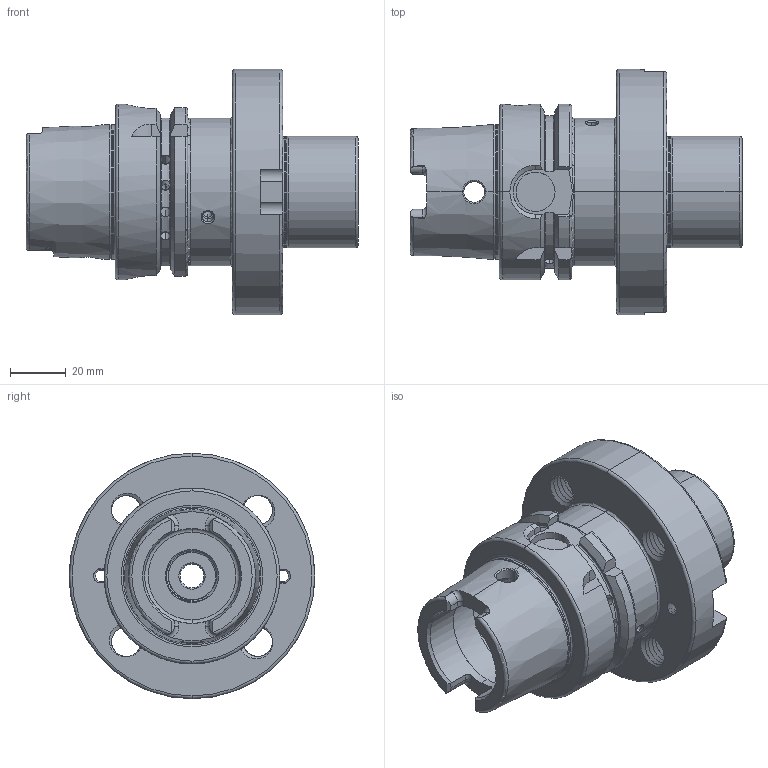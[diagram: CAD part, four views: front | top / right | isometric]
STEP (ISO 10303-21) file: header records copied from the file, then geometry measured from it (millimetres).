
FILE_DESCRIPTION (( 'STEP AP203' ), '1' );
FILE_NAME ('A63.11.40.STEP', '2016-10-18T05:31:33', ( '' ), ( '' ), 'SwSTEP 2.0', 'SolidWorks 2012', '' );
FILE_SCHEMA (( 'CONFIG_CONTROL_DESIGN' ));
Products named in the file (1): A63.11.40
Bounding box: 119 x 88 x 88 mm (x, y, z)
Volume: 225138.3 mm3; surface area: 53717.1 mm2
Topology: 1 solids, 1 shells, 470 faces, 1320 edges, 836 vertices
Faces by surface type: cylinder 253, cone 70, plane 69, torus 44, bspline 34
Entity records: 40409 total; most frequent: CARTESIAN_POINT 29748, ORIENTED_EDGE 2612, DIRECTION 1838, EDGE_CURVE 1306, VERTEX_POINT 836, AXIS2_PLACEMENT_3D 723, EDGE_LOOP 494, ADVANCED_FACE 470
